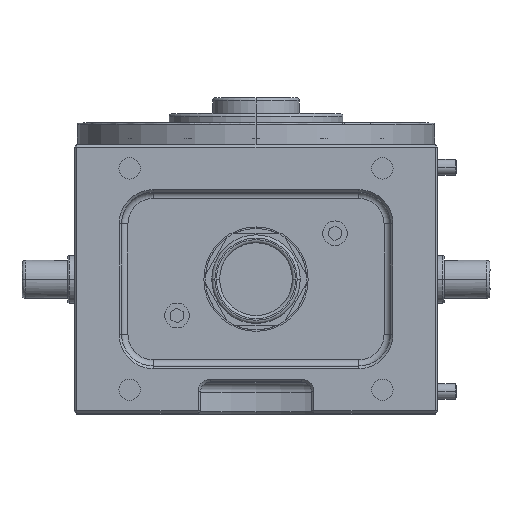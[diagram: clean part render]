
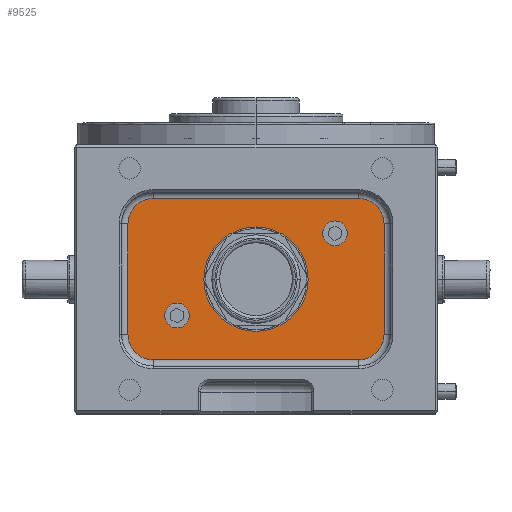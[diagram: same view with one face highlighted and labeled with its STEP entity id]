
A CAD part, top view. The second image highlights one B-rep face of the part: STEP entity #9525.
In plain terms, the highlighted planar face has unit normal (0, 0, 1).
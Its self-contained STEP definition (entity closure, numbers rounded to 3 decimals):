
#582 = CARTESIAN_POINT ( 'NONE',  ( -32.5, 15., 77.5 ) ) ;
#649 = VERTEX_POINT ( 'NONE', #41472 ) ;
#795 = LINE ( 'NONE', #11998, #15992 ) ;
#869 = CARTESIAN_POINT ( 'NONE',  ( -32.5, 50., 77.5 ) ) ;
#923 = CIRCLE ( 'NONE', #10846, 8. ) ;
#1196 = CARTESIAN_POINT ( 'NONE',  ( 32.5, 58., 77.5 ) ) ;
#1202 = AXIS2_PLACEMENT_3D ( 'NONE', #22321, #28997, #22596 ) ;
#2724 = FACE_BOUND ( 'NONE', #19531, .T. ) ;
#3444 = VERTEX_POINT ( 'NONE', #22110 ) ;
#3724 = ORIENTED_EDGE ( 'NONE', *, *, #7704, .F. ) ;
#3963 = EDGE_LOOP ( 'NONE', ( #35348, #19128 ) ) ;
#4055 = CARTESIAN_POINT ( 'NONE',  ( -28.9, 21., 77.5 ) ) ;
#4060 = EDGE_CURVE ( 'NONE', #41104, #38432, #4982, .T. ) ;
#4091 = EDGE_CURVE ( 'NONE', #6935, #28679, #4464, .T. ) ;
#4166 = CARTESIAN_POINT ( 'NONE',  ( -25., 21., 77.5 ) ) ;
#4464 = CIRCLE ( 'NONE', #6116, 16.5 ) ;
#4947 = DIRECTION ( 'NONE',  ( 1., 0., 0. ) ) ;
#4982 = CIRCLE ( 'NONE', #30237, 3.9 ) ;
#5993 = CIRCLE ( 'NONE', #24388, 8. ) ;
#6116 = AXIS2_PLACEMENT_3D ( 'NONE', #18702, #8311, #41879 ) ;
#6390 = VERTEX_POINT ( 'NONE', #10573 ) ;
#6935 = VERTEX_POINT ( 'NONE', #12374 ) ;
#6948 = AXIS2_PLACEMENT_3D ( 'NONE', #869, #11739, #15576 ) ;
#7061 = PLANE ( 'NONE',  #36073 ) ;
#7429 = DIRECTION ( 'NONE',  ( 0., 0., 1. ) ) ;
#7657 = ORIENTED_EDGE ( 'NONE', *, *, #27127, .T. ) ;
#7704 = EDGE_CURVE ( 'NONE', #3444, #649, #41614, .T. ) ;
#7883 = VERTEX_POINT ( 'NONE', #28312 ) ;
#8311 = DIRECTION ( 'NONE',  ( 0., 0., 1. ) ) ;
#8493 = EDGE_CURVE ( 'NONE', #28679, #6935, #42465, .T. ) ;
#9050 = CIRCLE ( 'NONE', #21348, 3.9 ) ;
#9248 = EDGE_LOOP ( 'NONE', ( #3724, #26958 ) ) ;
#9525 = ADVANCED_FACE ( 'NONE', ( #36016, #2724, #29180, #11644 ), #7061, .T. ) ;
#10573 = CARTESIAN_POINT ( 'NONE',  ( 40.5, 50., 77.5 ) ) ;
#10677 = DIRECTION ( 'NONE',  ( 0., 0., 1. ) ) ;
#10846 = AXIS2_PLACEMENT_3D ( 'NONE', #38541, #18009, #35307 ) ;
#11349 = EDGE_CURVE ( 'NONE', #18964, #30855, #13609, .T. ) ;
#11395 = DIRECTION ( 'NONE',  ( 0., 0., 1. ) ) ;
#11527 = DIRECTION ( 'NONE',  ( 1., 0., 0. ) ) ;
#11644 = FACE_OUTER_BOUND ( 'NONE', #17058, .T. ) ;
#11739 = DIRECTION ( 'NONE',  ( 0., 0., 1. ) ) ;
#11848 = DIRECTION ( 'NONE',  ( 1., 0., 0. ) ) ;
#11872 = VERTEX_POINT ( 'NONE', #42119 ) ;
#11998 = CARTESIAN_POINT ( 'NONE',  ( -32.5, 7., 77.5 ) ) ;
#12374 = CARTESIAN_POINT ( 'NONE',  ( -16.5, 32.5, 77.5 ) ) ;
#13590 = AXIS2_PLACEMENT_3D ( 'NONE', #4166, #34727, #38132 ) ;
#13609 = LINE ( 'NONE', #25514, #36910 ) ;
#13922 = CARTESIAN_POINT ( 'NONE',  ( -32.5, 15., 77.5 ) ) ;
#14412 = DIRECTION ( 'NONE',  ( 0., 1., 0. ) ) ;
#14426 = DIRECTION ( 'NONE',  ( 1., 0., 0. ) ) ;
#15440 = CARTESIAN_POINT ( 'NONE',  ( 40.5, 15., 77.5 ) ) ;
#15531 = CIRCLE ( 'NONE', #6948, 8. ) ;
#15576 = DIRECTION ( 'NONE',  ( 1., 0., 0. ) ) ;
#15845 = ORIENTED_EDGE ( 'NONE', *, *, #35771, .T. ) ;
#15992 = VECTOR ( 'NONE', #11848, 1000. ) ;
#16221 = ORIENTED_EDGE ( 'NONE', *, *, #4060, .F. ) ;
#16458 = CARTESIAN_POINT ( 'NONE',  ( -40.5, 50., 77.5 ) ) ;
#16474 = ORIENTED_EDGE ( 'NONE', *, *, #17510, .T. ) ;
#17058 = EDGE_LOOP ( 'NONE', ( #15845, #30070, #7657, #23293, #24547, #30499, #23833, #16474 ) ) ;
#17200 = VERTEX_POINT ( 'NONE', #34358 ) ;
#17463 = CIRCLE ( 'NONE', #13590, 3.9 ) ;
#17510 = EDGE_CURVE ( 'NONE', #30855, #11872, #5993, .T. ) ;
#17619 = DIRECTION ( 'NONE',  ( 0., 0., 1. ) ) ;
#17915 = DIRECTION ( 'NONE',  ( 1., 0., 0. ) ) ;
#18009 = DIRECTION ( 'NONE',  ( 0., 0., 1. ) ) ;
#18702 = CARTESIAN_POINT ( 'NONE',  ( 0., 32.5, 77.5 ) ) ;
#18866 = CIRCLE ( 'NONE', #19659, 8. ) ;
#18964 = VERTEX_POINT ( 'NONE', #16458 ) ;
#19128 = ORIENTED_EDGE ( 'NONE', *, *, #4091, .F. ) ;
#19531 = EDGE_LOOP ( 'NONE', ( #16221, #19884 ) ) ;
#19659 = AXIS2_PLACEMENT_3D ( 'NONE', #28752, #11395, #4947 ) ;
#19884 = ORIENTED_EDGE ( 'NONE', *, *, #40275, .F. ) ;
#21187 = DIRECTION ( 'NONE',  ( 0., 0., 1. ) ) ;
#21348 = AXIS2_PLACEMENT_3D ( 'NONE', #37848, #17619, #17915 ) ;
#22110 = CARTESIAN_POINT ( 'NONE',  ( 28.9, 47., 77.5 ) ) ;
#22321 = CARTESIAN_POINT ( 'NONE',  ( 0., 32.5, 77.5 ) ) ;
#22596 = DIRECTION ( 'NONE',  ( 1., 0., 0. ) ) ;
#23149 = CARTESIAN_POINT ( 'NONE',  ( -40.5, 15., 77.5 ) ) ;
#23293 = ORIENTED_EDGE ( 'NONE', *, *, #43436, .T. ) ;
#23482 = LINE ( 'NONE', #31275, #36170 ) ;
#23833 = ORIENTED_EDGE ( 'NONE', *, *, #11349, .T. ) ;
#24388 = AXIS2_PLACEMENT_3D ( 'NONE', #13922, #7429, #41119 ) ;
#24547 = ORIENTED_EDGE ( 'NONE', *, *, #35890, .T. ) ;
#25344 = CARTESIAN_POINT ( 'NONE',  ( -21.1, 21., 77.5 ) ) ;
#25514 = CARTESIAN_POINT ( 'NONE',  ( -40.5, 15., 77.5 ) ) ;
#25837 = EDGE_CURVE ( 'NONE', #17200, #39794, #18866, .T. ) ;
#26921 = EDGE_CURVE ( 'NONE', #7883, #18964, #15531, .T. ) ;
#26943 = DIRECTION ( 'NONE',  ( -1., 0., 0. ) ) ;
#26958 = ORIENTED_EDGE ( 'NONE', *, *, #32491, .F. ) ;
#27127 = EDGE_CURVE ( 'NONE', #39794, #6390, #23482, .T. ) ;
#28312 = CARTESIAN_POINT ( 'NONE',  ( -32.5, 58., 77.5 ) ) ;
#28679 = VERTEX_POINT ( 'NONE', #41326 ) ;
#28752 = CARTESIAN_POINT ( 'NONE',  ( 32.5, 15., 77.5 ) ) ;
#28997 = DIRECTION ( 'NONE',  ( 0., 0., 1. ) ) ;
#29180 = FACE_BOUND ( 'NONE', #9248, .T. ) ;
#30070 = ORIENTED_EDGE ( 'NONE', *, *, #25837, .T. ) ;
#30237 = AXIS2_PLACEMENT_3D ( 'NONE', #39223, #21187, #11527 ) ;
#30499 = ORIENTED_EDGE ( 'NONE', *, *, #26921, .T. ) ;
#30684 = CARTESIAN_POINT ( 'NONE',  ( 25., 47., 77.5 ) ) ;
#30855 = VERTEX_POINT ( 'NONE', #23149 ) ;
#31275 = CARTESIAN_POINT ( 'NONE',  ( 40.5, 15., 77.5 ) ) ;
#31575 = DIRECTION ( 'NONE',  ( 0., 0., 1. ) ) ;
#32491 = EDGE_CURVE ( 'NONE', #649, #3444, #9050, .T. ) ;
#34358 = CARTESIAN_POINT ( 'NONE',  ( 32.5, 7., 77.5 ) ) ;
#34489 = DIRECTION ( 'NONE',  ( 1., 0., 0. ) ) ;
#34727 = DIRECTION ( 'NONE',  ( 0., 0., 1. ) ) ;
#35307 = DIRECTION ( 'NONE',  ( 1., 0., 0. ) ) ;
#35348 = ORIENTED_EDGE ( 'NONE', *, *, #8493, .F. ) ;
#35771 = EDGE_CURVE ( 'NONE', #11872, #17200, #795, .T. ) ;
#35890 = EDGE_CURVE ( 'NONE', #43511, #7883, #42134, .T. ) ;
#36016 = FACE_BOUND ( 'NONE', #3963, .T. ) ;
#36073 = AXIS2_PLACEMENT_3D ( 'NONE', #582, #31575, #14426 ) ;
#36170 = VECTOR ( 'NONE', #14412, 1000. ) ;
#36910 = VECTOR ( 'NONE', #39115, 1000. ) ;
#37848 = CARTESIAN_POINT ( 'NONE',  ( 25., 47., 77.5 ) ) ;
#38132 = DIRECTION ( 'NONE',  ( 1., 0., 0. ) ) ;
#38432 = VERTEX_POINT ( 'NONE', #4055 ) ;
#38512 = AXIS2_PLACEMENT_3D ( 'NONE', #30684, #10677, #34489 ) ;
#38541 = CARTESIAN_POINT ( 'NONE',  ( 32.5, 50., 77.5 ) ) ;
#38901 = VECTOR ( 'NONE', #26943, 1000. ) ;
#39115 = DIRECTION ( 'NONE',  ( 0., -1., 0. ) ) ;
#39223 = CARTESIAN_POINT ( 'NONE',  ( -25., 21., 77.5 ) ) ;
#39794 = VERTEX_POINT ( 'NONE', #15440 ) ;
#39945 = CARTESIAN_POINT ( 'NONE',  ( -32.5, 58., 77.5 ) ) ;
#40275 = EDGE_CURVE ( 'NONE', #38432, #41104, #17463, .T. ) ;
#41104 = VERTEX_POINT ( 'NONE', #25344 ) ;
#41119 = DIRECTION ( 'NONE',  ( 1., 0., 0. ) ) ;
#41326 = CARTESIAN_POINT ( 'NONE',  ( 16.5, 32.5, 77.5 ) ) ;
#41472 = CARTESIAN_POINT ( 'NONE',  ( 21.1, 47., 77.5 ) ) ;
#41614 = CIRCLE ( 'NONE', #38512, 3.9 ) ;
#41879 = DIRECTION ( 'NONE',  ( 1., 0., 0. ) ) ;
#42119 = CARTESIAN_POINT ( 'NONE',  ( -32.5, 7., 77.5 ) ) ;
#42134 = LINE ( 'NONE', #39945, #38901 ) ;
#42465 = CIRCLE ( 'NONE', #1202, 16.5 ) ;
#43436 = EDGE_CURVE ( 'NONE', #6390, #43511, #923, .T. ) ;
#43511 = VERTEX_POINT ( 'NONE', #1196 ) ;
